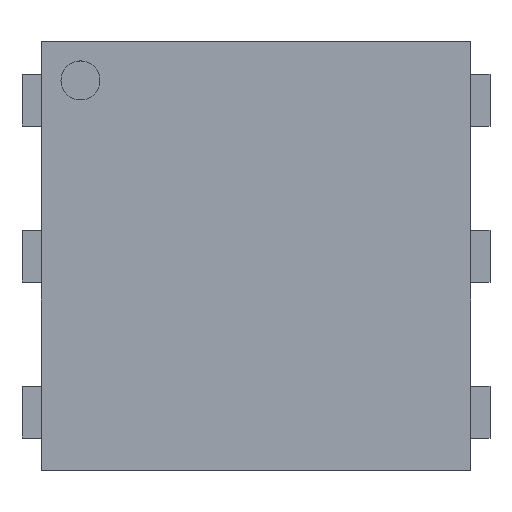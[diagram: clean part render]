
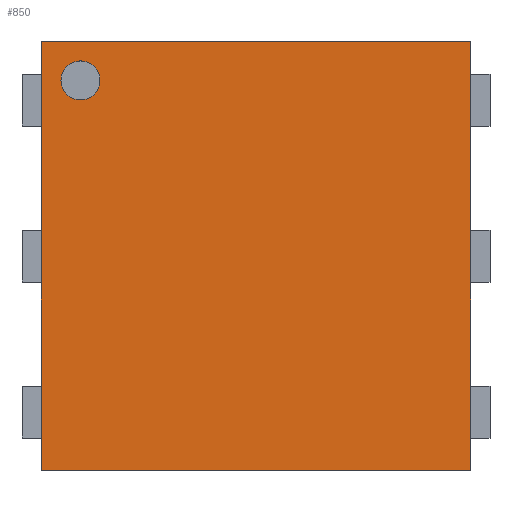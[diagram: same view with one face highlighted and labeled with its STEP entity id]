
A CAD part, top view. The second image highlights one B-rep face of the part: STEP entity #850.
In plain terms, the highlighted planar face has unit normal (0, 0, 1).
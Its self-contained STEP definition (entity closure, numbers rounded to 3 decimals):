
#13=DIRECTION('',(0.,0.,1.));
#27=VECTOR('',#28,1.);
#28=DIRECTION('',(0.,-1.,0.));
#79=DIRECTION('',(1.,0.,0.));
#126=VECTOR('',#79,1.);
#328=VERTEX_POINT('',#329);
#329=CARTESIAN_POINT('',(0.55,0.55,0.4));
#332=EDGE_CURVE('',#328,#333,#335,.T.);
#333=VERTEX_POINT('',#334);
#334=CARTESIAN_POINT('',(0.55,-0.55,0.4));
#335=LINE('',#329,#27);
#396=VERTEX_POINT('',#397);
#397=CARTESIAN_POINT('',(-0.55,0.55,0.4));
#400=ORIENTED_EDGE('',*,*,#401,.F.);
#401=EDGE_CURVE('',#396,#328,#402,.T.);
#402=LINE('',#397,#126);
#435=ORIENTED_EDGE('',*,*,#436,.T.);
#436=EDGE_CURVE('',#396,#437,#439,.T.);
#437=VERTEX_POINT('',#438);
#438=CARTESIAN_POINT('',(-0.55,-0.55,0.4));
#439=LINE('',#397,#27);
#846=EDGE_CURVE('',#437,#333,#847,.T.);
#847=LINE('',#438,#126);
#850=ADVANCED_FACE('',(#851,#855),#865,.T.);
#851=FACE_BOUND('',#852,.T.);
#852=EDGE_LOOP('',(#400,#435,#853,#854));
#853=ORIENTED_EDGE('',*,*,#846,.T.);
#854=ORIENTED_EDGE('',*,*,#332,.F.);
#855=FACE_BOUND('',#856,.T.);
#856=EDGE_LOOP('',(#857));
#857=ORIENTED_EDGE('',*,*,#858,.T.);
#858=EDGE_CURVE('',#859,#859,#861,.T.);
#859=VERTEX_POINT('',#860);
#860=CARTESIAN_POINT('',(-0.45,0.4,0.4));
#861=CIRCLE('',#862,0.05);
#862=AXIS2_PLACEMENT_3D('',#863,#864,#28);
#863=CARTESIAN_POINT('',(-0.45,0.45,0.4));
#864=DIRECTION('',(0.,0.,-1.));
#865=PLANE('',#866);
#866=AXIS2_PLACEMENT_3D('',#397,#13,#28);
